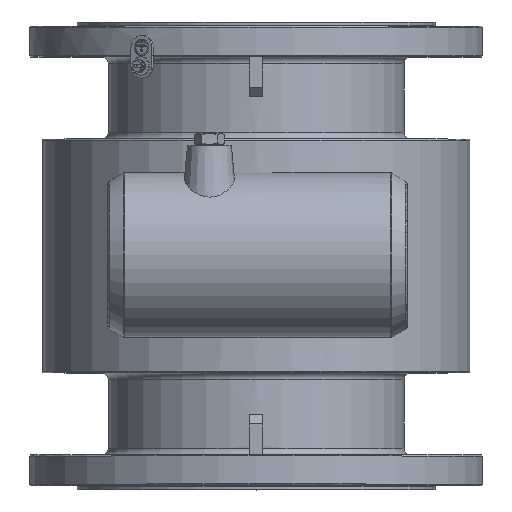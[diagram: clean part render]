
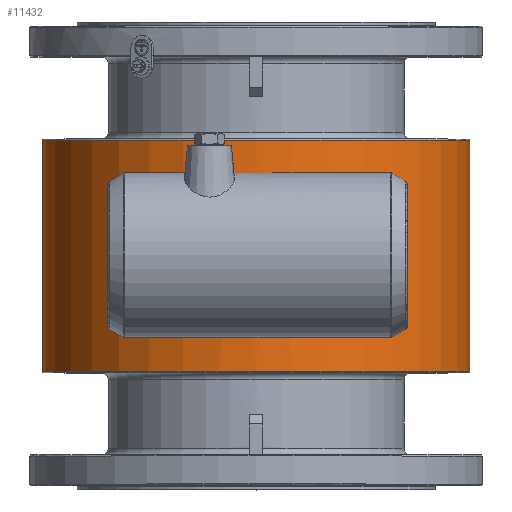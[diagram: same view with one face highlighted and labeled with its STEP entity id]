
A CAD part, top view. The second image highlights one B-rep face of the part: STEP entity #11432.
In plain terms, the highlighted cylindrical face has radius 160 mm (diameter 320 mm), a full revolution.
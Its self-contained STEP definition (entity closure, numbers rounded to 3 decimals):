
#1003=B_SPLINE_CURVE_WITH_KNOTS('',3,(#41154,#41155,#41156,#41157,#41158,
#41159,#41160,#41161,#41162,#41163,#41164,#41165,#41166,#41167,#41168,#41169,
#41170,#41171,#41172,#41173,#41174,#41175,#41176,#41177,#41178,#41179,#41180,
#41181,#41182,#41183,#41184,#41185,#41186,#41187,#41188,#41189,#41190,#41191,
#41192,#41193,#41194,#41195,#41196,#41197,#41198,#41199,#41200,#41201,#41202,
#41203,#41204,#41205,#41206,#41207,#41208,#41209,#41210,#41211,#41212,#41213,
#41214,#41215,#41216,#41217,#41218,#41219),.UNSPECIFIED.,.T.,.F.,(4,2,2,
2,2,2,2,2,2,2,2,2,2,2,2,2,2,2,2,2,2,2,2,2,2,2,2,2,2,2,2,2,4),(-12.672,
-12.276,-11.88,-11.484,-11.088,
-10.692,-10.296,-9.9,-9.504,
-9.108,-8.712,-8.316,-7.92,
-7.524,-7.128,-6.732,-6.336,
-5.94,-5.544,-5.148,-4.752,
-4.356,-3.96,-3.564,-3.168,
-2.772,-2.376,-1.98,-1.584,
-1.188,-0.792,-0.396,0.),
 .UNSPECIFIED.);
#1590=LINE('',#41152,#2244);
#2244=VECTOR('',#14032,160.);
#2706=CYLINDRICAL_SURFACE('',#12332,160.);
#2847=FACE_BOUND('',#3906,.T.);
#3166=FACE_OUTER_BOUND('',#3905,.T.);
#3905=EDGE_LOOP('',(#8970,#8971,#8972,#8973));
#3906=EDGE_LOOP('',(#8974));
#4610=CIRCLE('',#12329,160.);
#4613=CIRCLE('',#12333,160.);
#5306=VERTEX_POINT('',#41144);
#5308=VERTEX_POINT('',#41150);
#5309=VERTEX_POINT('',#41153);
#6642=EDGE_CURVE('',#5306,#5306,#4610,.T.);
#6645=EDGE_CURVE('',#5308,#5308,#4613,.T.);
#6646=EDGE_CURVE('',#5308,#5306,#1590,.T.);
#6647=EDGE_CURVE('',#5309,#5309,#1003,.T.);
#8970=ORIENTED_EDGE('',*,*,#6645,.F.);
#8971=ORIENTED_EDGE('',*,*,#6646,.T.);
#8972=ORIENTED_EDGE('',*,*,#6642,.F.);
#8973=ORIENTED_EDGE('',*,*,#6646,.F.);
#8974=ORIENTED_EDGE('',*,*,#6647,.T.);
#11432=ADVANCED_FACE('',(#3166,#2847),#2706,.T.);
#12329=AXIS2_PLACEMENT_3D('',#41145,#14022,#14023);
#12332=AXIS2_PLACEMENT_3D('',#41149,#14028,#14029);
#12333=AXIS2_PLACEMENT_3D('',#41151,#14030,#14031);
#14022=DIRECTION('center_axis',(0.,0.,
1.));
#14023=DIRECTION('ref_axis',(0.,1.,0.));
#14028=DIRECTION('center_axis',(0.,0.,
-1.));
#14029=DIRECTION('ref_axis',(0.,-1.,0.));
#14030=DIRECTION('center_axis',(0.,0.,
-1.));
#14031=DIRECTION('ref_axis',(0.,1.,0.));
#14032=DIRECTION('',(0.,0.,1.));
#41144=CARTESIAN_POINT('',(95.,510.25,86.5));
#41145=CARTESIAN_POINT('Origin',(95.,350.25,86.5));
#41149=CARTESIAN_POINT('Origin',(95.,350.25,0.));
#41150=CARTESIAN_POINT('',(95.,510.25,-86.5));
#41151=CARTESIAN_POINT('Origin',(95.,350.25,-86.5));
#41152=CARTESIAN_POINT('',(95.,510.25,0.));
#41153=CARTESIAN_POINT('',(95.,190.25,21.));
#41154=CARTESIAN_POINT('Ctrl Pts',(116.,191.634,0.));
#41155=CARTESIAN_POINT('Ctrl Pts',(116.,191.634,-1.32));
#41156=CARTESIAN_POINT('Ctrl Pts',(115.874,191.617,-2.685));
#41157=CARTESIAN_POINT('Ctrl Pts',(115.341,191.548,-5.398));
#41158=CARTESIAN_POINT('Ctrl Pts',(114.936,191.496,-6.747));
#41159=CARTESIAN_POINT('Ctrl Pts',(113.864,191.365,-9.334));
#41160=CARTESIAN_POINT('Ctrl Pts',(113.196,191.286,-10.573));
#41161=CARTESIAN_POINT('Ctrl Pts',(111.655,191.117,-12.865));
#41162=CARTESIAN_POINT('Ctrl Pts',(110.781,191.027,-13.918));
#41163=CARTESIAN_POINT('Ctrl Pts',(108.918,190.854,-15.781));
#41164=CARTESIAN_POINT('Ctrl Pts',(107.865,190.764,-16.655));
#41165=CARTESIAN_POINT('Ctrl Pts',(105.573,190.596,-18.196));
#41166=CARTESIAN_POINT('Ctrl Pts',(104.334,190.517,-18.864));
#41167=CARTESIAN_POINT('Ctrl Pts',(101.747,190.387,-19.936));
#41168=CARTESIAN_POINT('Ctrl Pts',(100.398,190.335,-20.341));
#41169=CARTESIAN_POINT('Ctrl Pts',(97.685,190.267,-20.874));
#41170=CARTESIAN_POINT('Ctrl Pts',(96.32,190.25,-21.));
#41171=CARTESIAN_POINT('Ctrl Pts',(93.68,190.25,-21.));
#41172=CARTESIAN_POINT('Ctrl Pts',(92.315,190.267,-20.874));
#41173=CARTESIAN_POINT('Ctrl Pts',(89.602,190.335,-20.341));
#41174=CARTESIAN_POINT('Ctrl Pts',(88.253,190.387,-19.936));
#41175=CARTESIAN_POINT('Ctrl Pts',(85.666,190.517,-18.864));
#41176=CARTESIAN_POINT('Ctrl Pts',(84.427,190.596,-18.196));
#41177=CARTESIAN_POINT('Ctrl Pts',(82.135,190.764,-16.655));
#41178=CARTESIAN_POINT('Ctrl Pts',(81.082,190.854,-15.781));
#41179=CARTESIAN_POINT('Ctrl Pts',(79.219,191.027,-13.918));
#41180=CARTESIAN_POINT('Ctrl Pts',(78.345,191.117,-12.865));
#41181=CARTESIAN_POINT('Ctrl Pts',(76.804,191.286,-10.573));
#41182=CARTESIAN_POINT('Ctrl Pts',(76.136,191.365,-9.334));
#41183=CARTESIAN_POINT('Ctrl Pts',(75.064,191.496,-6.747));
#41184=CARTESIAN_POINT('Ctrl Pts',(74.659,191.548,-5.398));
#41185=CARTESIAN_POINT('Ctrl Pts',(74.126,191.617,-2.685));
#41186=CARTESIAN_POINT('Ctrl Pts',(74.,191.634,-1.32));
#41187=CARTESIAN_POINT('Ctrl Pts',(74.,191.634,1.32));
#41188=CARTESIAN_POINT('Ctrl Pts',(74.126,191.617,2.685));
#41189=CARTESIAN_POINT('Ctrl Pts',(74.659,191.548,5.398));
#41190=CARTESIAN_POINT('Ctrl Pts',(75.064,191.496,6.747));
#41191=CARTESIAN_POINT('Ctrl Pts',(76.136,191.365,9.334));
#41192=CARTESIAN_POINT('Ctrl Pts',(76.804,191.286,10.573));
#41193=CARTESIAN_POINT('Ctrl Pts',(78.345,191.117,12.865));
#41194=CARTESIAN_POINT('Ctrl Pts',(79.219,191.027,13.918));
#41195=CARTESIAN_POINT('Ctrl Pts',(81.082,190.854,15.781));
#41196=CARTESIAN_POINT('Ctrl Pts',(82.135,190.764,16.655));
#41197=CARTESIAN_POINT('Ctrl Pts',(84.427,190.596,18.196));
#41198=CARTESIAN_POINT('Ctrl Pts',(85.666,190.517,18.864));
#41199=CARTESIAN_POINT('Ctrl Pts',(88.253,190.387,19.936));
#41200=CARTESIAN_POINT('Ctrl Pts',(89.602,190.335,20.341));
#41201=CARTESIAN_POINT('Ctrl Pts',(92.315,190.267,20.874));
#41202=CARTESIAN_POINT('Ctrl Pts',(93.68,190.25,21.));
#41203=CARTESIAN_POINT('Ctrl Pts',(96.32,190.25,21.));
#41204=CARTESIAN_POINT('Ctrl Pts',(97.685,190.267,20.874));
#41205=CARTESIAN_POINT('Ctrl Pts',(100.398,190.335,20.341));
#41206=CARTESIAN_POINT('Ctrl Pts',(101.747,190.387,19.936));
#41207=CARTESIAN_POINT('Ctrl Pts',(104.334,190.517,18.864));
#41208=CARTESIAN_POINT('Ctrl Pts',(105.573,190.596,18.196));
#41209=CARTESIAN_POINT('Ctrl Pts',(107.865,190.764,16.655));
#41210=CARTESIAN_POINT('Ctrl Pts',(108.918,190.854,15.781));
#41211=CARTESIAN_POINT('Ctrl Pts',(110.781,191.027,13.918));
#41212=CARTESIAN_POINT('Ctrl Pts',(111.655,191.117,12.865));
#41213=CARTESIAN_POINT('Ctrl Pts',(113.196,191.286,10.573));
#41214=CARTESIAN_POINT('Ctrl Pts',(113.864,191.365,9.334));
#41215=CARTESIAN_POINT('Ctrl Pts',(114.936,191.496,6.747));
#41216=CARTESIAN_POINT('Ctrl Pts',(115.341,191.548,5.398));
#41217=CARTESIAN_POINT('Ctrl Pts',(115.874,191.617,2.685));
#41218=CARTESIAN_POINT('Ctrl Pts',(116.,191.634,1.32));
#41219=CARTESIAN_POINT('Ctrl Pts',(116.,191.634,0.));
